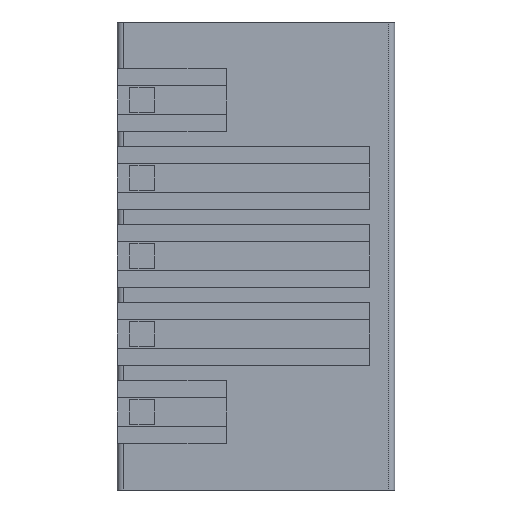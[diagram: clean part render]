
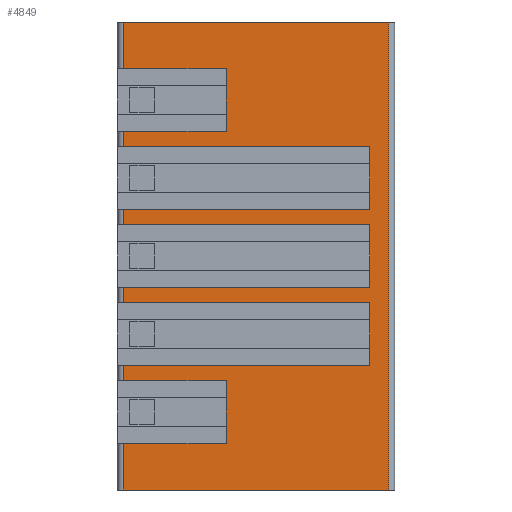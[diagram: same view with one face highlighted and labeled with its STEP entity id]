
A CAD part, front view. The second image highlights one B-rep face of the part: STEP entity #4849.
In plain terms, the highlighted planar face has unit normal (0, -1, 0).
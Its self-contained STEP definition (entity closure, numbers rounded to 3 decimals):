
#250=ORIENTED_EDGE('',*,*,#1281,.F.);
#251=ORIENTED_EDGE('',*,*,#1282,.T.);
#252=ORIENTED_EDGE('',*,*,#1283,.T.);
#253=ORIENTED_EDGE('',*,*,#1277,.T.);
#254=ORIENTED_EDGE('',*,*,#1284,.F.);
#255=ORIENTED_EDGE('',*,*,#1285,.T.);
#256=ORIENTED_EDGE('',*,*,#1286,.T.);
#257=ORIENTED_EDGE('',*,*,#1287,.T.);
#258=ORIENTED_EDGE('',*,*,#1288,.F.);
#259=ORIENTED_EDGE('',*,*,#1289,.T.);
#260=ORIENTED_EDGE('',*,*,#1290,.T.);
#261=ORIENTED_EDGE('',*,*,#1291,.T.);
#262=ORIENTED_EDGE('',*,*,#1270,.T.);
#263=ORIENTED_EDGE('',*,*,#1292,.F.);
#264=ORIENTED_EDGE('',*,*,#1255,.F.);
#265=ORIENTED_EDGE('',*,*,#1293,.T.);
#266=ORIENTED_EDGE('',*,*,#1294,.F.);
#267=ORIENTED_EDGE('',*,*,#1295,.T.);
#268=ORIENTED_EDGE('',*,*,#1296,.T.);
#269=ORIENTED_EDGE('',*,*,#1279,.T.);
#270=ORIENTED_EDGE('',*,*,#1297,.F.);
#271=ORIENTED_EDGE('',*,*,#1298,.T.);
#272=ORIENTED_EDGE('',*,*,#1299,.T.);
#273=ORIENTED_EDGE('',*,*,#1273,.T.);
#1255=EDGE_CURVE('',#1773,#1774,#2119,.T.);
#1270=EDGE_CURVE('',#1786,#1785,#2128,.T.);
#1273=EDGE_CURVE('',#1788,#1787,#2129,.T.);
#1277=EDGE_CURVE('',#1789,#1790,#2130,.T.);
#1279=EDGE_CURVE('',#1792,#1791,#2131,.T.);
#1281=EDGE_CURVE('',#1793,#1787,#2132,.T.);
#1282=EDGE_CURVE('',#1793,#1794,#2133,.T.);
#1283=EDGE_CURVE('',#1794,#1789,#2134,.T.);
#1284=EDGE_CURVE('',#1795,#1790,#2135,.T.);
#1285=EDGE_CURVE('',#1795,#1796,#2136,.T.);
#1286=EDGE_CURVE('',#1796,#1797,#2137,.T.);
#1287=EDGE_CURVE('',#1797,#1798,#2138,.T.);
#1288=EDGE_CURVE('',#1799,#1798,#2139,.T.);
#1289=EDGE_CURVE('',#1799,#1800,#2140,.T.);
#1290=EDGE_CURVE('',#1800,#1801,#2141,.T.);
#1291=EDGE_CURVE('',#1801,#1786,#2142,.T.);
#1292=EDGE_CURVE('',#1774,#1785,#2143,.T.);
#1293=EDGE_CURVE('',#1773,#1802,#2144,.T.);
#1294=EDGE_CURVE('',#1803,#1802,#2145,.T.);
#1295=EDGE_CURVE('',#1803,#1804,#2146,.T.);
#1296=EDGE_CURVE('',#1804,#1792,#2147,.T.);
#1297=EDGE_CURVE('',#1805,#1791,#2148,.T.);
#1298=EDGE_CURVE('',#1805,#1806,#2149,.T.);
#1299=EDGE_CURVE('',#1806,#1788,#2150,.T.);
#1773=VERTEX_POINT('',#6485);
#1774=VERTEX_POINT('',#6487);
#1785=VERTEX_POINT('',#6513);
#1786=VERTEX_POINT('',#6515);
#1787=VERTEX_POINT('',#6519);
#1788=VERTEX_POINT('',#6521);
#1789=VERTEX_POINT('',#6525);
#1790=VERTEX_POINT('',#6527);
#1791=VERTEX_POINT('',#6531);
#1792=VERTEX_POINT('',#6533);
#1793=VERTEX_POINT('',#6537);
#1794=VERTEX_POINT('',#6539);
#1795=VERTEX_POINT('',#6542);
#1796=VERTEX_POINT('',#6544);
#1797=VERTEX_POINT('',#6546);
#1798=VERTEX_POINT('',#6548);
#1799=VERTEX_POINT('',#6550);
#1800=VERTEX_POINT('',#6552);
#1801=VERTEX_POINT('',#6554);
#1802=VERTEX_POINT('',#6558);
#1803=VERTEX_POINT('',#6560);
#1804=VERTEX_POINT('',#6562);
#1805=VERTEX_POINT('',#6565);
#1806=VERTEX_POINT('',#6567);
#2119=LINE('',#6486,#2610);
#2128=LINE('',#6514,#2619);
#2129=LINE('',#6520,#2620);
#2130=LINE('',#6528,#2621);
#2131=LINE('',#6532,#2622);
#2132=LINE('',#6536,#2623);
#2133=LINE('',#6538,#2624);
#2134=LINE('',#6540,#2625);
#2135=LINE('',#6541,#2626);
#2136=LINE('',#6543,#2627);
#2137=LINE('',#6545,#2628);
#2138=LINE('',#6547,#2629);
#2139=LINE('',#6549,#2630);
#2140=LINE('',#6551,#2631);
#2141=LINE('',#6553,#2632);
#2142=LINE('',#6555,#2633);
#2143=LINE('',#6556,#2634);
#2144=LINE('',#6557,#2635);
#2145=LINE('',#6559,#2636);
#2146=LINE('',#6561,#2637);
#2147=LINE('',#6563,#2638);
#2148=LINE('',#6564,#2639);
#2149=LINE('',#6566,#2640);
#2150=LINE('',#6568,#2641);
#2610=VECTOR('',#5418,1000.);
#2619=VECTOR('',#5441,1000.);
#2620=VECTOR('',#5448,1000.);
#2621=VECTOR('',#5457,1000.);
#2622=VECTOR('',#5462,1000.);
#2623=VECTOR('',#5467,1000.);
#2624=VECTOR('',#5468,1000.);
#2625=VECTOR('',#5469,1000.);
#2626=VECTOR('',#5470,1000.);
#2627=VECTOR('',#5471,1000.);
#2628=VECTOR('',#5472,1000.);
#2629=VECTOR('',#5473,1000.);
#2630=VECTOR('',#5474,1000.);
#2631=VECTOR('',#5475,1000.);
#2632=VECTOR('',#5476,1000.);
#2633=VECTOR('',#5477,1000.);
#2634=VECTOR('',#5478,1000.);
#2635=VECTOR('',#5479,1000.);
#2636=VECTOR('',#5480,1000.);
#2637=VECTOR('',#5481,1000.);
#2638=VECTOR('',#5482,1000.);
#2639=VECTOR('',#5483,1000.);
#2640=VECTOR('',#5484,1000.);
#2641=VECTOR('',#5485,1000.);
#2969=EDGE_LOOP('',(#250,#251,#252,#253,#254,#255,#256,#257,#258,#259,#260,
#261,#262,#263,#264,#265,#266,#267,#268,#269,#270,#271,#272,#273));
#3172=FACE_BOUND('',#2969,.T.);
#3362=PLANE('',#5055);
#4849=ADVANCED_FACE('',(#3172),#3362,.F.);
#5055=AXIS2_PLACEMENT_3D('',#6535,#5465,#5466);
#5418=DIRECTION('',(1.,0.,0.));
#5441=DIRECTION('',(1.,0.,0.));
#5448=DIRECTION('',(0.,0.,-1.));
#5457=DIRECTION('',(0.,0.,-1.));
#5462=DIRECTION('',(0.,0.,-1.));
#5465=DIRECTION('',(0.,1.,0.));
#5466=DIRECTION('',(0.,0.,1.));
#5467=DIRECTION('',(-1.,0.,0.));
#5468=DIRECTION('',(0.,0.,-1.));
#5469=DIRECTION('',(-1.,0.,0.));
#5470=DIRECTION('',(-1.,0.,0.));
#5471=DIRECTION('',(0.,0.,-1.));
#5472=DIRECTION('',(-1.,0.,0.));
#5473=DIRECTION('',(0.,0.,-1.));
#5474=DIRECTION('',(-1.,0.,0.));
#5475=DIRECTION('',(0.,0.,-1.));
#5476=DIRECTION('',(-1.,0.,0.));
#5477=DIRECTION('',(0.,0.,-1.));
#5478=DIRECTION('',(0.,0.,-1.));
#5479=DIRECTION('',(0.,0.,-1.));
#5480=DIRECTION('',(-1.,0.,0.));
#5481=DIRECTION('',(0.,0.,-1.));
#5482=DIRECTION('',(-1.,0.,0.));
#5483=DIRECTION('',(-1.,0.,0.));
#5484=DIRECTION('',(0.,0.,-1.));
#5485=DIRECTION('',(-1.,0.,0.));
#6485=CARTESIAN_POINT('',(-0.6,0.,15.));
#6486=CARTESIAN_POINT('',(-0.6,0.,15.));
#6487=CARTESIAN_POINT('',(7.9,0.,15.));
#6513=CARTESIAN_POINT('',(7.9,0.,0.));
#6514=CARTESIAN_POINT('',(-0.6,0.,0.));
#6515=CARTESIAN_POINT('',(-0.6,0.,0.));
#6519=CARTESIAN_POINT('',(-0.6,0.,8.5));
#6520=CARTESIAN_POINT('',(-0.6,0.,15.));
#6521=CARTESIAN_POINT('',(-0.6,0.,9.));
#6525=CARTESIAN_POINT('',(-0.6,0.,6.5));
#6527=CARTESIAN_POINT('',(-0.6,0.,6.));
#6528=CARTESIAN_POINT('',(-0.6,0.,15.));
#6531=CARTESIAN_POINT('',(-0.6,0.,11.));
#6532=CARTESIAN_POINT('',(-0.6,0.,15.));
#6533=CARTESIAN_POINT('',(-0.6,0.,11.5));
#6535=CARTESIAN_POINT('',(-0.6,0.,15.));
#6536=CARTESIAN_POINT('',(7.3,0.,8.5));
#6537=CARTESIAN_POINT('',(7.3,0.,8.5));
#6538=CARTESIAN_POINT('',(7.3,0.,8.5));
#6539=CARTESIAN_POINT('',(7.3,0.,6.5));
#6540=CARTESIAN_POINT('',(7.3,0.,6.5));
#6541=CARTESIAN_POINT('',(7.3,0.,6.));
#6542=CARTESIAN_POINT('',(7.3,0.,6.));
#6543=CARTESIAN_POINT('',(7.3,0.,6.));
#6544=CARTESIAN_POINT('',(7.3,0.,4.));
#6545=CARTESIAN_POINT('',(7.3,0.,4.));
#6546=CARTESIAN_POINT('',(-0.6,0.,4.));
#6547=CARTESIAN_POINT('',(-0.6,0.,15.));
#6548=CARTESIAN_POINT('',(-0.6,0.,3.5));
#6549=CARTESIAN_POINT('',(2.7,0.,3.5));
#6550=CARTESIAN_POINT('',(2.7,0.,3.5));
#6551=CARTESIAN_POINT('',(2.7,0.,3.5));
#6552=CARTESIAN_POINT('',(2.7,0.,1.5));
#6553=CARTESIAN_POINT('',(2.7,0.,1.5));
#6554=CARTESIAN_POINT('',(-0.6,0.,1.5));
#6555=CARTESIAN_POINT('',(-0.6,0.,15.));
#6556=CARTESIAN_POINT('',(7.9,0.,15.));
#6557=CARTESIAN_POINT('',(-0.6,0.,15.));
#6558=CARTESIAN_POINT('',(-0.6,0.,13.5));
#6559=CARTESIAN_POINT('',(2.7,0.,13.5));
#6560=CARTESIAN_POINT('',(2.7,0.,13.5));
#6561=CARTESIAN_POINT('',(2.7,0.,13.5));
#6562=CARTESIAN_POINT('',(2.7,0.,11.5));
#6563=CARTESIAN_POINT('',(2.7,0.,11.5));
#6564=CARTESIAN_POINT('',(7.3,0.,11.));
#6565=CARTESIAN_POINT('',(7.3,0.,11.));
#6566=CARTESIAN_POINT('',(7.3,0.,11.));
#6567=CARTESIAN_POINT('',(7.3,0.,9.));
#6568=CARTESIAN_POINT('',(7.3,0.,9.));
